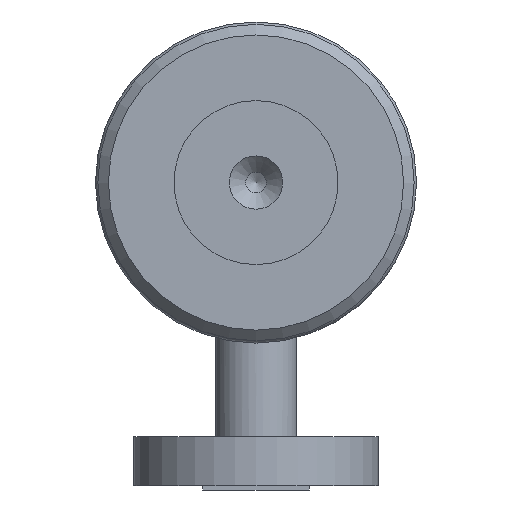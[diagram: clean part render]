
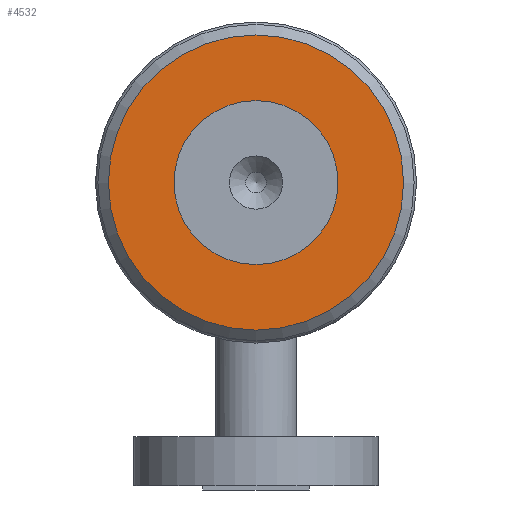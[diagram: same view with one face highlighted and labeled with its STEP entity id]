
A CAD part, front view. The second image highlights one B-rep face of the part: STEP entity #4532.
In plain terms, the highlighted planar face has unit normal (0, -1, 0).
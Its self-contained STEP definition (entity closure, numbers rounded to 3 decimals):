
#272=FACE_BOUND('',#867,.T.);
#390=PLANE('',#4971);
#538=FACE_OUTER_BOUND('',#866,.T.);
#866=EDGE_LOOP('',(#3413));
#867=EDGE_LOOP('',(#3414));
#1682=CIRCLE('',#4968,18.);
#1684=CIRCLE('',#4972,6.5);
#2150=VERTEX_POINT('',#7600);
#2152=VERTEX_POINT('',#7608);
#2625=EDGE_CURVE('',#2150,#2150,#1682,.T.);
#2628=EDGE_CURVE('',#2152,#2152,#1684,.T.);
#3413=ORIENTED_EDGE('',*,*,#2625,.F.);
#3414=ORIENTED_EDGE('',*,*,#2628,.F.);
#4532=ADVANCED_FACE('',(#538,#272),#390,.F.);
#4968=AXIS2_PLACEMENT_3D('',#7602,#5920,#5921);
#4971=AXIS2_PLACEMENT_3D('',#7607,#5927,#5928);
#4972=AXIS2_PLACEMENT_3D('',#7609,#5929,#5930);
#5920=DIRECTION('center_axis',(0.,1.,0.));
#5921=DIRECTION('ref_axis',(-1.,0.,0.));
#5927=DIRECTION('center_axis',(0.,1.,0.));
#5928=DIRECTION('ref_axis',(-1.,0.,0.));
#5929=DIRECTION('center_axis',(0.,-1.,0.));
#5930=DIRECTION('ref_axis',(-1.,0.,0.));
#7600=CARTESIAN_POINT('',(24.5,-10.,37.));
#7602=CARTESIAN_POINT('Origin',(6.5,-10.,37.));
#7607=CARTESIAN_POINT('Origin',(6.5,-10.,37.));
#7608=CARTESIAN_POINT('',(13.,-10.,37.));
#7609=CARTESIAN_POINT('Origin',(6.5,-10.,37.));
